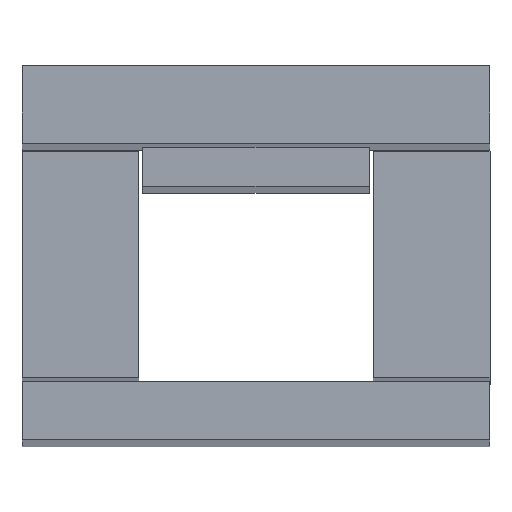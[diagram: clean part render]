
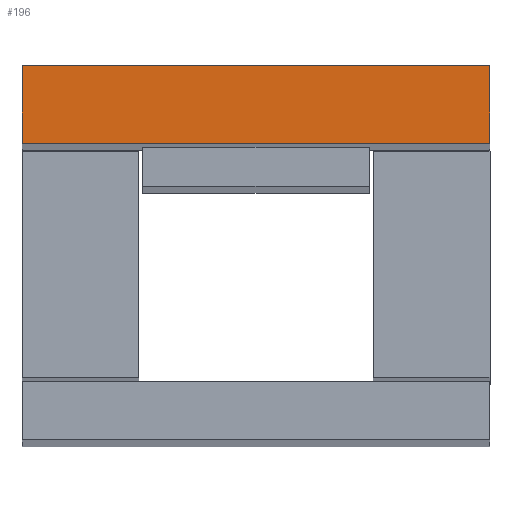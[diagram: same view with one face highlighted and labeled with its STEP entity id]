
A CAD part, top view. The second image highlights one B-rep face of the part: STEP entity #196.
In plain terms, the highlighted planar face has unit normal (0, 0, 1).
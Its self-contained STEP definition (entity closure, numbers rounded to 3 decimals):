
#23 = VECTOR ( 'NONE', #1102, 1000. ) ;
#87 = CARTESIAN_POINT ( 'NONE',  ( 60., 10., 500. ) ) ;
#129 = VERTEX_POINT ( 'NONE', #87 ) ;
#163 = DIRECTION ( 'NONE',  ( 1., 0., 0. ) ) ;
#183 = CARTESIAN_POINT ( 'NONE',  ( 60., 0., 500. ) ) ;
#196 = ADVANCED_FACE ( 'NONE', ( #516 ), #723, .T. ) ;
#270 = AXIS2_PLACEMENT_3D ( 'NONE', #1044, #951, #163 ) ;
#273 = ORIENTED_EDGE ( 'NONE', *, *, #462, .T. ) ;
#344 = EDGE_CURVE ( 'NONE', #456, #129, #689, .T. ) ;
#390 = DIRECTION ( 'NONE',  ( 0., -1., 0. ) ) ;
#399 = LINE ( 'NONE', #489, #590 ) ;
#400 = VECTOR ( 'NONE', #1087, 1000. ) ;
#422 = CARTESIAN_POINT ( 'NONE',  ( -60., -10., 500. ) ) ;
#456 = VERTEX_POINT ( 'NONE', #1004 ) ;
#462 = EDGE_CURVE ( 'NONE', #1050, #456, #505, .T. ) ;
#489 = CARTESIAN_POINT ( 'NONE',  ( -60., 10., 500. ) ) ;
#505 = LINE ( 'NONE', #806, #23 ) ;
#516 = FACE_OUTER_BOUND ( 'NONE', #948, .T. ) ;
#521 = EDGE_CURVE ( 'NONE', #571, #1050, #750, .T. ) ;
#552 = CARTESIAN_POINT ( 'NONE',  ( -60., 10., 500. ) ) ;
#571 = VERTEX_POINT ( 'NONE', #552 ) ;
#590 = VECTOR ( 'NONE', #1268, 1000. ) ;
#689 = LINE ( 'NONE', #183, #400 ) ;
#723 = PLANE ( 'NONE',  #270 ) ;
#750 = LINE ( 'NONE', #1138, #988 ) ;
#806 = CARTESIAN_POINT ( 'NONE',  ( 0., -10., 500. ) ) ;
#948 = EDGE_LOOP ( 'NONE', ( #1137, #273, #955, #1224 ) ) ;
#951 = DIRECTION ( 'NONE',  ( 0., 0., 1. ) ) ;
#955 = ORIENTED_EDGE ( 'NONE', *, *, #344, .T. ) ;
#988 = VECTOR ( 'NONE', #390, 1000. ) ;
#1004 = CARTESIAN_POINT ( 'NONE',  ( 60., -10., 500. ) ) ;
#1044 = CARTESIAN_POINT ( 'NONE',  ( 0., 0., 500. ) ) ;
#1050 = VERTEX_POINT ( 'NONE', #422 ) ;
#1087 = DIRECTION ( 'NONE',  ( 0., 1., 0. ) ) ;
#1102 = DIRECTION ( 'NONE',  ( 1., 0., 0. ) ) ;
#1137 = ORIENTED_EDGE ( 'NONE', *, *, #521, .T. ) ;
#1138 = CARTESIAN_POINT ( 'NONE',  ( -60., 10., 500. ) ) ;
#1224 = ORIENTED_EDGE ( 'NONE', *, *, #1233, .T. ) ;
#1233 = EDGE_CURVE ( 'NONE', #129, #571, #399, .T. ) ;
#1268 = DIRECTION ( 'NONE',  ( -1., 0., 0. ) ) ;
